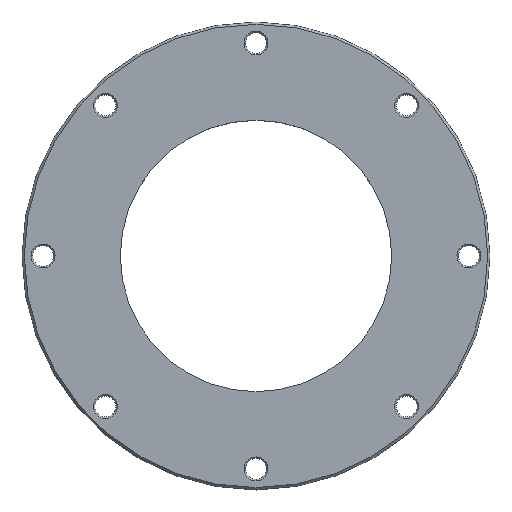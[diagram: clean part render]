
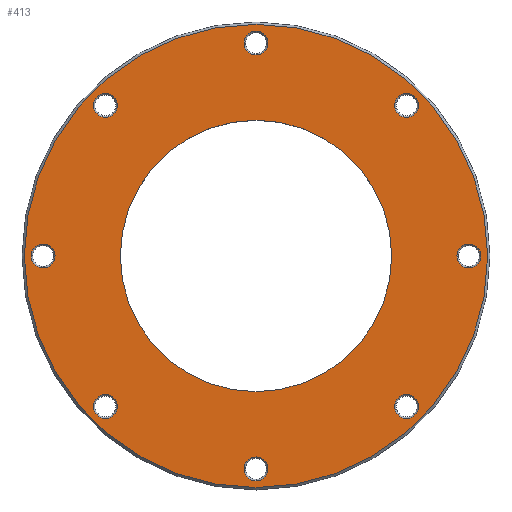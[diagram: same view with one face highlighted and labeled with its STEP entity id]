
A CAD part, top view. The second image highlights one B-rep face of the part: STEP entity #413.
In plain terms, the highlighted planar face has unit normal (0, 0, 1).
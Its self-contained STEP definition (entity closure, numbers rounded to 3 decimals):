
#13=PLANE($,#484);
#61=FACE_BOUND($,#166,.T.);
#62=FACE_BOUND($,#167,.T.);
#63=FACE_BOUND($,#168,.T.);
#64=FACE_BOUND($,#169,.T.);
#65=FACE_BOUND($,#170,.T.);
#66=FACE_BOUND($,#171,.T.);
#67=FACE_BOUND($,#172,.T.);
#68=FACE_BOUND($,#173,.T.);
#69=FACE_BOUND($,#174,.T.);
#107=FACE_OUTER_BOUND($,#165,.T.);
#165=EDGE_LOOP($,(#355));
#166=EDGE_LOOP($,(#356));
#167=EDGE_LOOP($,(#357));
#168=EDGE_LOOP($,(#358));
#169=EDGE_LOOP($,(#359));
#170=EDGE_LOOP($,(#360));
#171=EDGE_LOOP($,(#361));
#172=EDGE_LOOP($,(#362));
#173=EDGE_LOOP($,(#363));
#174=EDGE_LOOP($,(#364));
#186=CIRCLE($,#420,29.);
#190=CIRCLE($,#427,49.5);
#194=CIRCLE($,#434,2.55);
#198=CIRCLE($,#441,2.55);
#202=CIRCLE($,#448,2.55);
#206=CIRCLE($,#455,2.55);
#210=CIRCLE($,#462,2.55);
#214=CIRCLE($,#469,2.55);
#218=CIRCLE($,#476,2.55);
#222=CIRCLE($,#483,2.55);
#224=VERTEX_POINT($,#628);
#228=VERTEX_POINT($,#639);
#232=VERTEX_POINT($,#650);
#236=VERTEX_POINT($,#661);
#240=VERTEX_POINT($,#672);
#244=VERTEX_POINT($,#683);
#248=VERTEX_POINT($,#694);
#252=VERTEX_POINT($,#705);
#256=VERTEX_POINT($,#716);
#260=VERTEX_POINT($,#727);
#262=EDGE_CURVE($,#224,#224,#186,.T.);
#266=EDGE_CURVE($,#228,#228,#190,.T.);
#270=EDGE_CURVE($,#232,#232,#194,.T.);
#274=EDGE_CURVE($,#236,#236,#198,.T.);
#278=EDGE_CURVE($,#240,#240,#202,.T.);
#282=EDGE_CURVE($,#244,#244,#206,.T.);
#286=EDGE_CURVE($,#248,#248,#210,.T.);
#290=EDGE_CURVE($,#252,#252,#214,.T.);
#294=EDGE_CURVE($,#256,#256,#218,.T.);
#298=EDGE_CURVE($,#260,#260,#222,.T.);
#355=ORIENTED_EDGE($,*,*,#266,.F.);
#356=ORIENTED_EDGE($,*,*,#262,.T.);
#357=ORIENTED_EDGE($,*,*,#298,.T.);
#358=ORIENTED_EDGE($,*,*,#294,.T.);
#359=ORIENTED_EDGE($,*,*,#290,.T.);
#360=ORIENTED_EDGE($,*,*,#286,.T.);
#361=ORIENTED_EDGE($,*,*,#282,.T.);
#362=ORIENTED_EDGE($,*,*,#278,.T.);
#363=ORIENTED_EDGE($,*,*,#274,.T.);
#364=ORIENTED_EDGE($,*,*,#270,.T.);
#413=ADVANCED_FACE($,(#107,#61,#62,#63,#64,#65,#66,#67,#68,#69),#13,.T.);
#420=AXIS2_PLACEMENT_3D($,#629,#492,#493);
#427=AXIS2_PLACEMENT_3D($,#640,#506,#507);
#434=AXIS2_PLACEMENT_3D($,#651,#520,#521);
#441=AXIS2_PLACEMENT_3D($,#662,#534,#535);
#448=AXIS2_PLACEMENT_3D($,#673,#548,#549);
#455=AXIS2_PLACEMENT_3D($,#684,#562,#563);
#462=AXIS2_PLACEMENT_3D($,#695,#576,#577);
#469=AXIS2_PLACEMENT_3D($,#706,#590,#591);
#476=AXIS2_PLACEMENT_3D($,#717,#604,#605);
#483=AXIS2_PLACEMENT_3D($,#728,#618,#619);
#484=AXIS2_PLACEMENT_3D($,#729,#620,#621);
#492=DIRECTION('center_axis',(0.,0.,-1.));
#493=DIRECTION('ref_axis',(1.,0.,0.));
#506=DIRECTION('center_axis',(0.,0.,-1.));
#507=DIRECTION('ref_axis',(1.,0.,0.));
#520=DIRECTION('center_axis',(0.,0.,-1.));
#521=DIRECTION('ref_axis',(1.,0.,0.));
#534=DIRECTION('center_axis',(0.,0.,-1.));
#535=DIRECTION('ref_axis',(0.707,0.707,0.));
#548=DIRECTION('center_axis',(0.,0.,-1.));
#549=DIRECTION('ref_axis',(0.,1.,0.));
#562=DIRECTION('center_axis',(0.,0.,-1.));
#563=DIRECTION('ref_axis',(-0.707,0.707,0.));
#576=DIRECTION('center_axis',(0.,0.,-1.));
#577=DIRECTION('ref_axis',(-1.,0.,0.));
#590=DIRECTION('center_axis',(0.,0.,-1.));
#591=DIRECTION('ref_axis',(-0.707,-0.707,0.));
#604=DIRECTION('center_axis',(0.,0.,-1.));
#605=DIRECTION('ref_axis',(0.,-1.,0.));
#618=DIRECTION('center_axis',(0.,0.,-1.));
#619=DIRECTION('ref_axis',(0.707,-0.707,0.));
#620=DIRECTION('center_axis',(0.,0.,1.));
#621=DIRECTION('ref_axis',(-1.,0.,0.));
#628=CARTESIAN_POINT('',(-29.,0.,5.));
#629=CARTESIAN_POINT('Origin',(0.,0.,5.));
#639=CARTESIAN_POINT('',(-49.5,0.,5.));
#640=CARTESIAN_POINT('Origin',(0.,0.,5.));
#650=CARTESIAN_POINT('',(42.95,0.,5.));
#651=CARTESIAN_POINT('Origin',(45.5,0.,5.));
#661=CARTESIAN_POINT('',(30.37,30.37,5.));
#662=CARTESIAN_POINT('Origin',(32.173,32.173,5.));
#672=CARTESIAN_POINT('',(0.,42.95,5.));
#673=CARTESIAN_POINT('Origin',(0.,45.5,5.));
#683=CARTESIAN_POINT('',(-30.37,30.37,5.));
#684=CARTESIAN_POINT('Origin',(-32.173,32.173,5.));
#694=CARTESIAN_POINT('',(-42.95,0.,5.));
#695=CARTESIAN_POINT('Origin',(-45.5,0.,5.));
#705=CARTESIAN_POINT('',(-30.37,-30.37,5.));
#706=CARTESIAN_POINT('Origin',(-32.173,-32.173,5.));
#716=CARTESIAN_POINT('',(0.,-42.95,5.));
#717=CARTESIAN_POINT('Origin',(0.,-45.5,5.));
#727=CARTESIAN_POINT('',(30.37,-30.37,5.));
#728=CARTESIAN_POINT('Origin',(32.173,-32.173,5.));
#729=CARTESIAN_POINT('Origin',(39.25,0.,5.));
